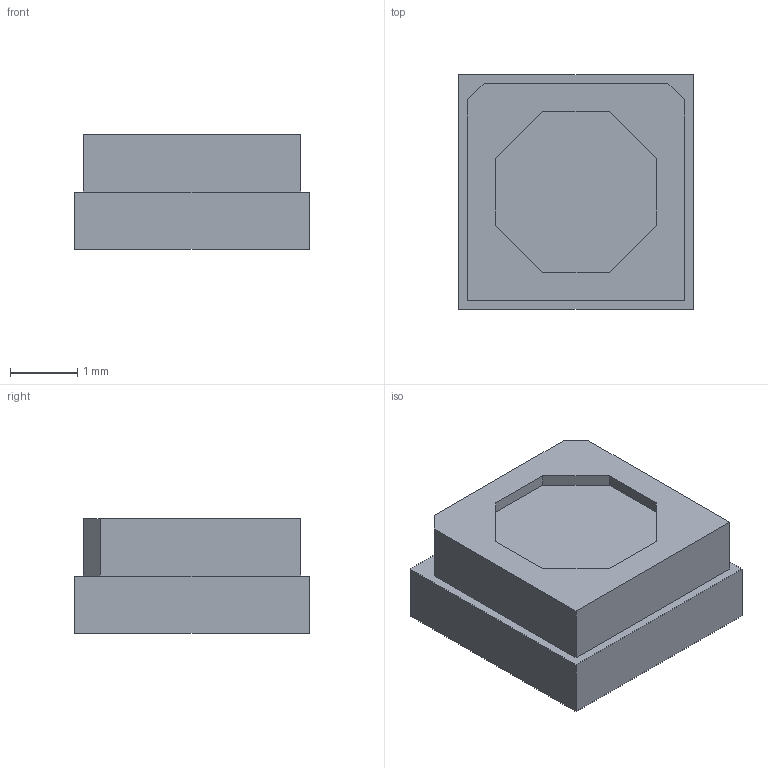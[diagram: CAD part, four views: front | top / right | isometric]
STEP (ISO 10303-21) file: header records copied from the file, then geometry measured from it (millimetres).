
FILE_DESCRIPTION(('FreeCAD Model'),'2;1');
FILE_NAME('Open CASCADE Shape Model','2023-12-03T12:41:20',('Author'),( ''),'Open CASCADE STEP processor 7.6','FreeCAD','Unknown');
FILE_SCHEMA(('AUTOMOTIVE_DESIGN { 1 0 10303 214 1 1 1 1 }'));
Length unit declared in the file: millimetre
Products named in the file (1): OctogonPocket
Bounding box: 3.5 x 3.5 x 1.71 mm (x, y, z)
Volume: 18.6 mm3; surface area: 48.7 mm2
Topology: 1 solids, 1 shells, 22 faces, 54 edges, 36 vertices
Faces by surface type: plane 22
Entity records: 660 total; most frequent: CARTESIAN_POINT 113, ORIENTED_EDGE 108, DIRECTION 100, EDGE_CURVE 54, LINE 54, VECTOR 54, VERTEX_POINT 36, FACE_BOUND 24
